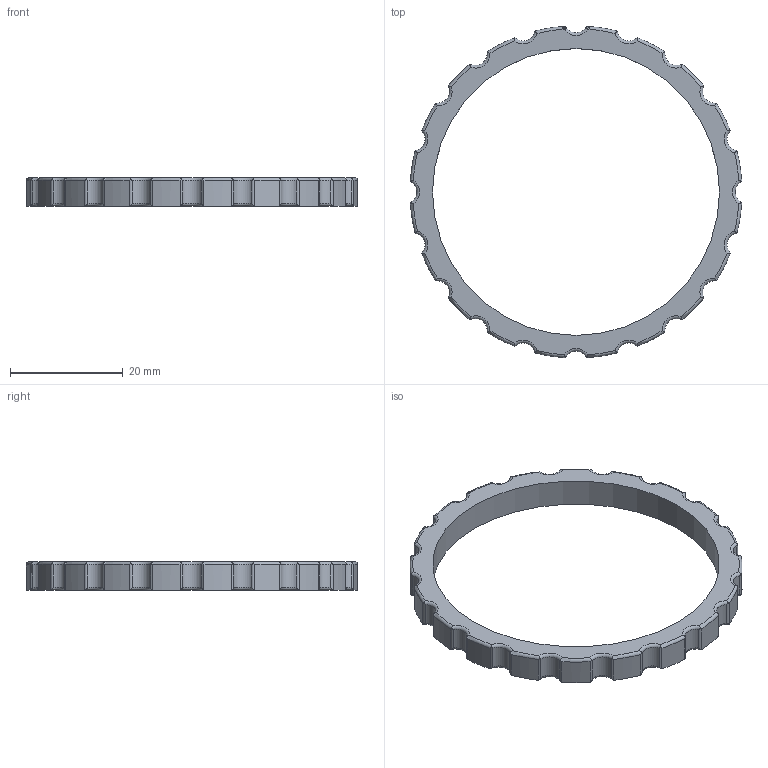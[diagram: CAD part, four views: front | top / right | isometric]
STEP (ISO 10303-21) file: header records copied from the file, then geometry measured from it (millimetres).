
FILE_DESCRIPTION(('FreeCAD Model'),'2;1');
FILE_NAME('Open CASCADE Shape Model','2025-05-27T09:52:02',('BT'),(''), 'Open CASCADE STEP processor 7.6','FreeCAD','Unknown');
FILE_SCHEMA(('AUTOMOTIVE_DESIGN { 1 0 10303 214 1 1 1 1 }'));
Length unit declared in the file: millimetre
Products named in the file (1): Body
Bounding box: 58.65 x 58.65 x 5 mm (x, y, z)
Volume: 3114.2 mm3; surface area: 2987.9 mm2
Topology: 1 solids, 1 shells, 149 faces, 437 edges, 288 vertices
Faces by surface type: torus 60, bspline 46, cylinder 41, plane 2
Full cylindrical faces by diameter (mm): 50.8 x1
Entity records: 10178 total; most frequent: CARTESIAN_POINT 6844, ORIENTED_EDGE 870, DIRECTION 495, EDGE_CURVE 435, VERTEX_POINT 288, B_SPLINE_CURVE_WITH_KNOTS 274, AXIS2_PLACEMENT_3D 247, FACE_BOUND 151
